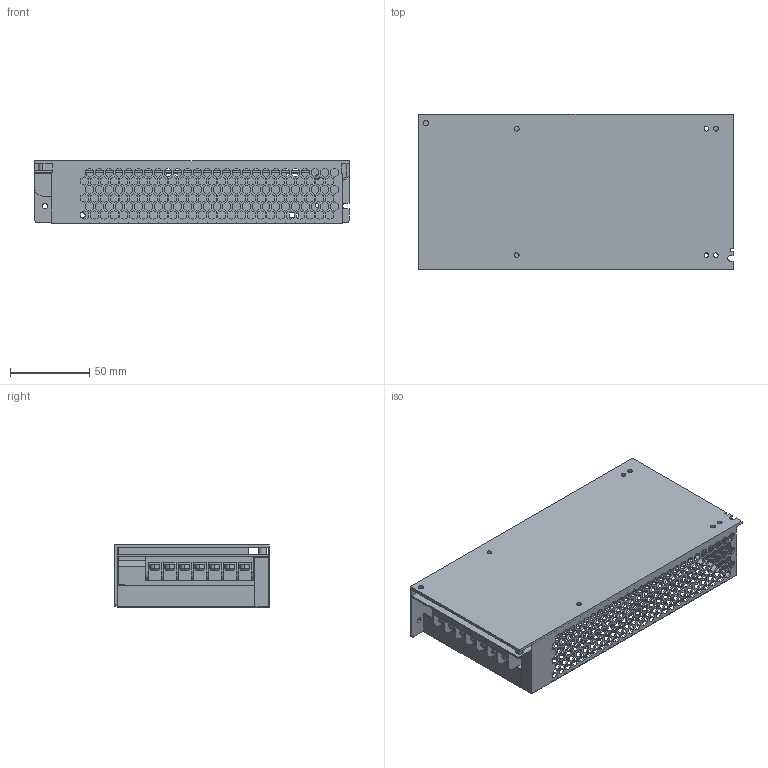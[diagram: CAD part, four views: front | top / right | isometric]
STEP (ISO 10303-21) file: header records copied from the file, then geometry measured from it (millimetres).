
FILE_DESCRIPTION (( 'STEP AP214' ), '1' );
FILE_NAME ('F610-9.5-7P-V1.1-2025.11.21.STEP', '2025-11-21T08:09:05', ( '' ), ( '' ), 'SwSTEP 2.0', 'SolidWorks 2020', '' );
FILE_SCHEMA (( 'AUTOMOTIVE_DESIGN' ));
Products named in the file (1): F610-9.5-7P-V1.1-2025.11.21
Bounding box: 199 x 98 x 39.5 mm (x, y, z)
Volume: 89195 mm3; surface area: 133592.1 mm2
Topology: 1 solids, 1 shells, 3850 faces, 11500 edges, 7640 vertices
Faces by surface type: plane 3772, cylinder 62, bspline 16
Entity records: 129409 total; most frequent: CARTESIAN_POINT 23447, ORIENTED_EDGE 23000, DIRECTION 19239, EDGE_CURVE 11500, VECTOR 11287, LINE 11287, VERTEX_POINT 7640, EDGE_LOOP 5064
